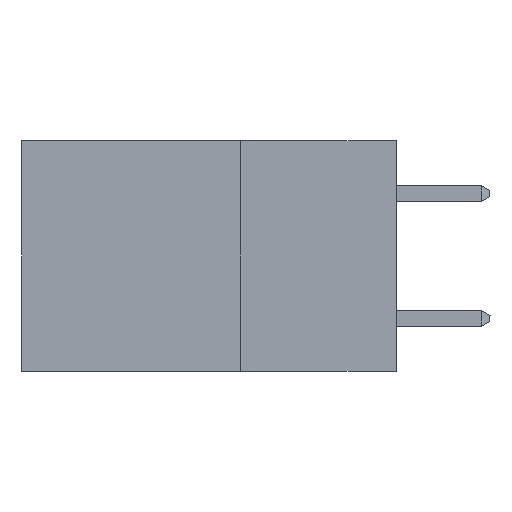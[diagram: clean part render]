
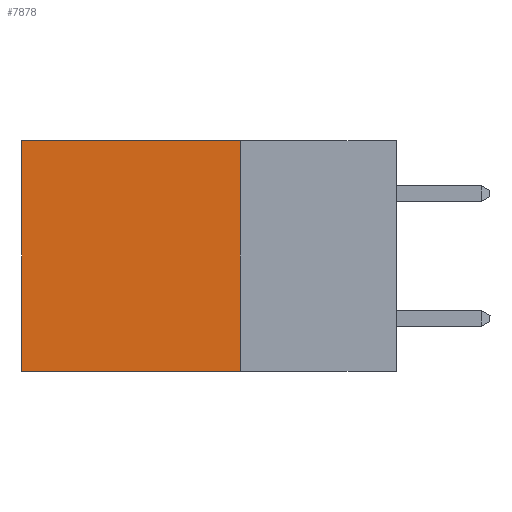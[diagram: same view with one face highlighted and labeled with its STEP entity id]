
A CAD part, left-side view. The second image highlights one B-rep face of the part: STEP entity #7878.
In plain terms, the highlighted planar face has unit normal (-1, 0, 0).
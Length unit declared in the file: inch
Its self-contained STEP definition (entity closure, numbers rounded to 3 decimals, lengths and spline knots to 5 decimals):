
#116 = EDGE_CURVE ( 'NONE', #7222, #3930, #806, .T. ) ;
#322 = CARTESIAN_POINT ( 'NONE',  ( 0.298, 0.6, 0. ) ) ;
#664 = CARTESIAN_POINT ( 'NONE',  ( 0.298, 0.25, 0. ) ) ;
#770 = EDGE_LOOP ( 'NONE', ( #5815, #3411, #9333, #5652 ) ) ;
#806 = LINE ( 'NONE', #4821, #8267 ) ;
#1558 = CARTESIAN_POINT ( 'NONE',  ( 0.298, 0.6, 0. ) ) ;
#1563 = EDGE_CURVE ( 'NONE', #2897, #8279, #8471, .T. ) ;
#2114 = CARTESIAN_POINT ( 'NONE',  ( 0.298, 0.6, -0.37 ) ) ;
#2587 = VECTOR ( 'NONE', #9215, 39.37008 ) ;
#2897 = VERTEX_POINT ( 'NONE', #4894 ) ;
#2960 = DIRECTION ( 'NONE',  ( 0., 0., -1. ) ) ;
#3411 = ORIENTED_EDGE ( 'NONE', *, *, #116, .F. ) ;
#3775 = CARTESIAN_POINT ( 'NONE',  ( 0.298, 0.25, 0. ) ) ;
#3930 = VERTEX_POINT ( 'NONE', #2114 ) ;
#4821 = CARTESIAN_POINT ( 'NONE',  ( 0.298, 0.25, -0.37 ) ) ;
#4894 = CARTESIAN_POINT ( 'NONE',  ( 0.298, 0.25, 0. ) ) ;
#5160 = EDGE_CURVE ( 'NONE', #2897, #7222, #9475, .T. ) ;
#5257 = PLANE ( 'NONE',  #5921 ) ;
#5306 = DIRECTION ( 'NONE',  ( 0., 0., -1. ) ) ;
#5433 = FACE_OUTER_BOUND ( 'NONE', #770, .T. ) ;
#5614 = VECTOR ( 'NONE', #5306, 39.37008 ) ;
#5652 = ORIENTED_EDGE ( 'NONE', *, *, #1563, .T. ) ;
#5815 = ORIENTED_EDGE ( 'NONE', *, *, #6069, .T. ) ;
#5921 = AXIS2_PLACEMENT_3D ( 'NONE', #7545, #5959, #9814 ) ;
#5959 = DIRECTION ( 'NONE',  ( 1., 0., 0. ) ) ;
#6069 = EDGE_CURVE ( 'NONE', #8279, #3930, #7257, .T. ) ;
#6386 = DIRECTION ( 'NONE',  ( 0., 1., 0. ) ) ;
#7023 = VECTOR ( 'NONE', #2960, 39.37008 ) ;
#7222 = VERTEX_POINT ( 'NONE', #7797 ) ;
#7257 = LINE ( 'NONE', #1558, #7023 ) ;
#7545 = CARTESIAN_POINT ( 'NONE',  ( 0.298, 0.25, 0. ) ) ;
#7797 = CARTESIAN_POINT ( 'NONE',  ( 0.298, 0.25, -0.37 ) ) ;
#7878 = ADVANCED_FACE ( 'NONE', ( #5433 ), #5257, .F. ) ;
#8267 = VECTOR ( 'NONE', #6386, 39.37008 ) ;
#8279 = VERTEX_POINT ( 'NONE', #322 ) ;
#8471 = LINE ( 'NONE', #664, #2587 ) ;
#9215 = DIRECTION ( 'NONE',  ( 0., 1., 0. ) ) ;
#9333 = ORIENTED_EDGE ( 'NONE', *, *, #5160, .F. ) ;
#9475 = LINE ( 'NONE', #3775, #5614 ) ;
#9814 = DIRECTION ( 'NONE',  ( 0., 0., -1. ) ) ;
